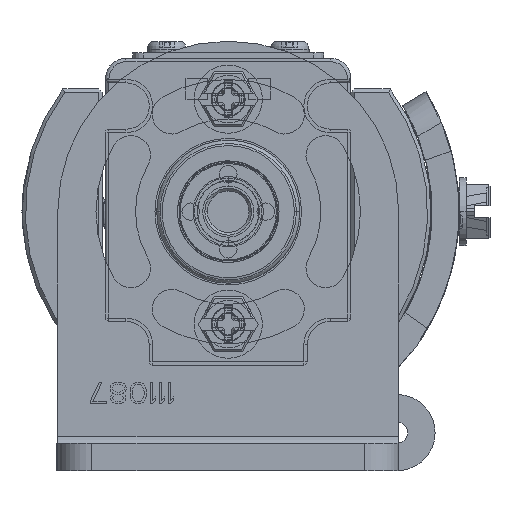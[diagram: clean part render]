
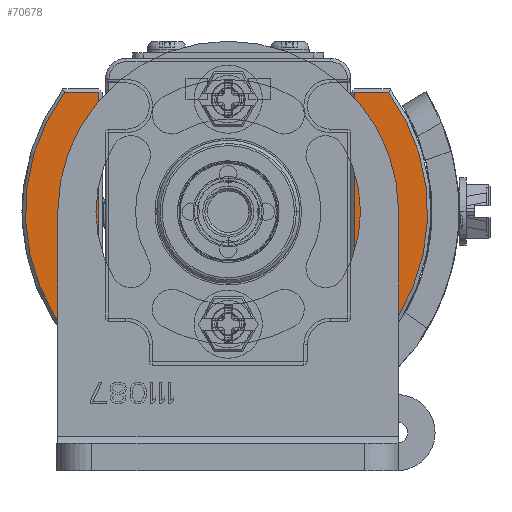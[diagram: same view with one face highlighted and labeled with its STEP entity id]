
A CAD part, front view. The second image highlights one B-rep face of the part: STEP entity #70678.
In plain terms, the highlighted face is planar.
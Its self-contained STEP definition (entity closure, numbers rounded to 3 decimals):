
#69663=DIRECTION('',(1.,0.,0.));
#69664=VECTOR('',#69663,37.);
#69665=CARTESIAN_POINT('',(-19.5,-18.75,-10.));
#69666=LINE('',#69665,#69664);
#69683=DIRECTION('',(0.,-1.,0.));
#69684=VECTOR('',#69683,4.999);
#69685=CARTESIAN_POINT('',(17.5,-18.75,-10.));
#69686=LINE('',#69685,#69684);
#69701=CARTESIAN_POINT('',(0.,0.,-10.));
#69702=DIRECTION('',(0.,0.,-1.));
#69703=DIRECTION('',(0.593,-0.805,0.));
#69704=AXIS2_PLACEMENT_3D('',#69701,#69702,#69703);
#70324=CARTESIAN_POINT('',(-19.5,15.25,-10.));
#70325=DIRECTION('',(0.,0.,1.));
#70326=DIRECTION('',(0.,1.,0.));
#70327=AXIS2_PLACEMENT_3D('',#70324,#70325,#70326);
#70329=DIRECTION('',(-1.,0.,0.));
#70330=VECTOR('',#70329,37.);
#70331=CARTESIAN_POINT('',(17.5,18.75,-10.));
#70332=LINE('',#70331,#70330);
#70345=DIRECTION('',(0.,-1.,0.));
#70346=VECTOR('',#70345,4.999);
#70347=CARTESIAN_POINT('',(17.5,23.749,-10.));
#70348=LINE('',#70347,#70346);
#70362=DIRECTION('',(0.,-1.,0.));
#70363=VECTOR('',#70362,30.5);
#70364=CARTESIAN_POINT('',(-23.,15.25,-10.));
#70365=LINE('',#70364,#70363);
#70383=CARTESIAN_POINT('',(-19.5,-15.25,-10.));
#70384=DIRECTION('',(0.,0.,1.));
#70385=DIRECTION('',(-1.,0.,0.));
#70386=AXIS2_PLACEMENT_3D('',#70383,#70384,#70385);
#70483=CARTESIAN_POINT('',(17.5,-23.749,-10.));
#70484=CARTESIAN_POINT('',(17.5,23.749,-10.));
#70485=VERTEX_POINT('',#70483);
#70486=VERTEX_POINT('',#70484);
#70487=CARTESIAN_POINT('',(17.5,18.75,-10.));
#70488=VERTEX_POINT('',#70487);
#70491=CARTESIAN_POINT('',(17.5,-18.75,-10.));
#70492=VERTEX_POINT('',#70491);
#70639=CARTESIAN_POINT('',(-19.5,18.75,-10.));
#70640=VERTEX_POINT('',#70639);
#70645=CARTESIAN_POINT('',(-23.,15.25,-10.));
#70646=VERTEX_POINT('',#70645);
#70647=CARTESIAN_POINT('',(-23.,-15.25,-10.));
#70648=VERTEX_POINT('',#70647);
#70653=CARTESIAN_POINT('',(-19.5,-18.75,-10.));
#70654=VERTEX_POINT('',#70653);
#70655=CARTESIAN_POINT('',(0.,0.,-10.));
#70656=DIRECTION('',(0.,0.,1.));
#70657=DIRECTION('',(1.,0.,0.));
#70658=AXIS2_PLACEMENT_3D('',#70655,#70656,#70657);
#70659=PLANE('',#70658);
#70661=ORIENTED_EDGE('',*,*,#70660,.F.);
#70663=ORIENTED_EDGE('',*,*,#70662,.F.);
#70665=ORIENTED_EDGE('',*,*,#70664,.F.);
#70667=ORIENTED_EDGE('',*,*,#70666,.F.);
#70669=ORIENTED_EDGE('',*,*,#70668,.F.);
#70671=ORIENTED_EDGE('',*,*,#70670,.F.);
#70673=ORIENTED_EDGE('',*,*,#70672,.F.);
#70675=ORIENTED_EDGE('',*,*,#70674,.F.);
#70676=EDGE_LOOP('',(#70661,#70663,#70665,#70667,#70669,#70671,#70673,#70675));
#70677=FACE_OUTER_BOUND('',#70676,.F.);
#70678=ADVANCED_FACE('',(#70677),#70659,.F.);
#69705=CIRCLE('',#69704,29.5);
#70328=CIRCLE('',#70327,3.5);
#70387=CIRCLE('',#70386,3.5);
#70660=EDGE_CURVE('',#70654,#70492,#69666,.T.);
#70662=EDGE_CURVE('',#70648,#70654,#70387,.T.);
#70664=EDGE_CURVE('',#70646,#70648,#70365,.T.);
#70666=EDGE_CURVE('',#70640,#70646,#70328,.T.);
#70668=EDGE_CURVE('',#70488,#70640,#70332,.T.);
#70670=EDGE_CURVE('',#70486,#70488,#70348,.T.);
#70672=EDGE_CURVE('',#70485,#70486,#69705,.T.);
#70674=EDGE_CURVE('',#70492,#70485,#69686,.T.);
